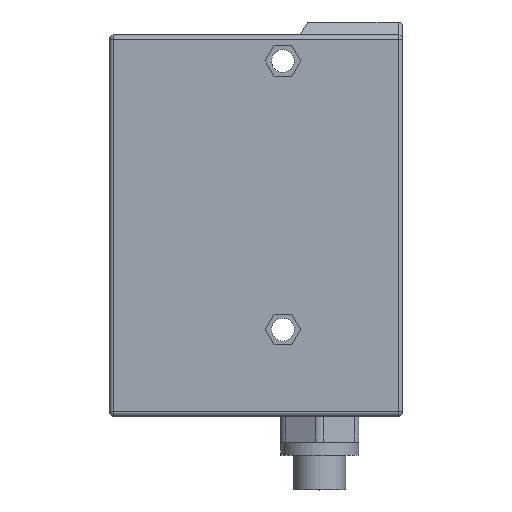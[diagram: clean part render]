
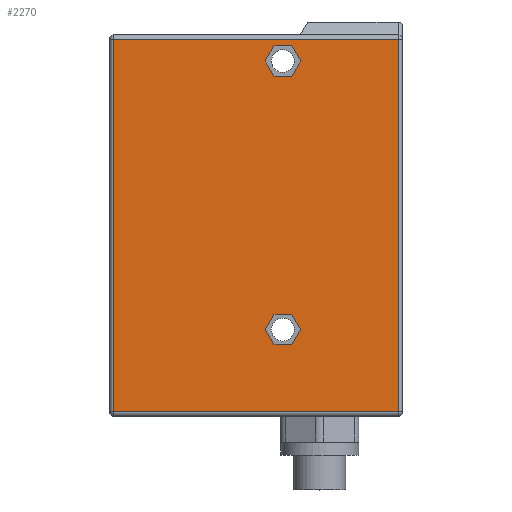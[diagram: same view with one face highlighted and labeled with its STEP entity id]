
A CAD part, top view. The second image highlights one B-rep face of the part: STEP entity #2270.
In plain terms, the highlighted planar face has unit normal (0, 0, 1).
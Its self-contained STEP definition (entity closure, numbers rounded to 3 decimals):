
#310=DIRECTION('',(-1.,0.,0.));
#311=VECTOR('',#310,4.1);
#312=CARTESIAN_POINT('',(-25.55,-64.449,13.4));
#313=LINE('',#312,#311);
#317=DIRECTION('',(-0.5,-0.866,0.));
#318=VECTOR('',#317,4.1);
#319=CARTESIAN_POINT('',(-29.65,-64.449,13.4));
#320=LINE('',#319,#318);
#324=DIRECTION('',(0.5,-0.866,0.));
#325=VECTOR('',#324,4.1);
#326=CARTESIAN_POINT('',(-31.7,-68.,13.4));
#327=LINE('',#326,#325);
#331=DIRECTION('',(1.,0.,0.));
#332=VECTOR('',#331,4.1);
#333=CARTESIAN_POINT('',(-29.65,-71.551,13.4));
#334=LINE('',#333,#332);
#338=DIRECTION('',(0.5,0.866,0.));
#339=VECTOR('',#338,4.1);
#340=CARTESIAN_POINT('',(-25.55,-71.551,13.4));
#341=LINE('',#340,#339);
#345=DIRECTION('',(-0.5,0.866,0.));
#346=VECTOR('',#345,4.1);
#347=CARTESIAN_POINT('',(-23.5,-68.,13.4));
#348=LINE('',#347,#346);
#352=DIRECTION('',(-1.,0.,0.));
#353=VECTOR('',#352,4.1);
#354=CARTESIAN_POINT('',(-25.55,-2.449,13.4));
#355=LINE('',#354,#353);
#359=DIRECTION('',(-0.5,-0.866,0.));
#360=VECTOR('',#359,4.1);
#361=CARTESIAN_POINT('',(-29.65,-2.449,13.4));
#362=LINE('',#361,#360);
#366=DIRECTION('',(0.5,-0.866,0.));
#367=VECTOR('',#366,4.1);
#368=CARTESIAN_POINT('',(-31.7,-6.,13.4));
#369=LINE('',#368,#367);
#373=DIRECTION('',(1.,0.,0.));
#374=VECTOR('',#373,4.1);
#375=CARTESIAN_POINT('',(-29.65,-9.551,13.4));
#376=LINE('',#375,#374);
#380=DIRECTION('',(0.5,0.866,0.));
#381=VECTOR('',#380,4.1);
#382=CARTESIAN_POINT('',(-25.55,-9.551,13.4));
#383=LINE('',#382,#381);
#387=DIRECTION('',(-0.5,0.866,0.));
#388=VECTOR('',#387,4.1);
#389=CARTESIAN_POINT('',(-23.5,-6.,13.4));
#390=LINE('',#389,#388);
#394=DIRECTION('',(-1.,0.,0.));
#395=VECTOR('',#394,65.6);
#396=CARTESIAN_POINT('',(-1.,-1.,13.4));
#397=LINE('',#396,#395);
#401=DIRECTION('',(0.,1.,0.));
#402=VECTOR('',#401,86.);
#403=CARTESIAN_POINT('',(-1.,-87.,13.4));
#404=LINE('',#403,#402);
#408=DIRECTION('',(1.,0.,0.));
#409=VECTOR('',#408,65.6);
#410=CARTESIAN_POINT('',(-66.6,-87.,13.4));
#411=LINE('',#410,#409);
#415=DIRECTION('',(0.,-1.,0.));
#416=VECTOR('',#415,86.);
#417=CARTESIAN_POINT('',(-66.6,-1.,13.4));
#418=LINE('',#417,#416);
#1745=CARTESIAN_POINT('',(-25.55,-64.449,13.4));
#1746=CARTESIAN_POINT('',(-29.65,-64.449,13.4));
#1747=VERTEX_POINT('',#1745);
#1748=VERTEX_POINT('',#1746);
#1749=CARTESIAN_POINT('',(-31.7,-68.,13.4));
#1750=VERTEX_POINT('',#1749);
#1751=CARTESIAN_POINT('',(-29.65,-71.551,13.4));
#1752=VERTEX_POINT('',#1751);
#1753=CARTESIAN_POINT('',(-25.55,-71.551,13.4));
#1754=VERTEX_POINT('',#1753);
#1755=CARTESIAN_POINT('',(-23.5,-68.,13.4));
#1756=VERTEX_POINT('',#1755);
#1801=CARTESIAN_POINT('',(-25.55,-2.449,13.4));
#1802=CARTESIAN_POINT('',(-29.65,-2.449,13.4));
#1803=VERTEX_POINT('',#1801);
#1804=VERTEX_POINT('',#1802);
#1805=CARTESIAN_POINT('',(-31.7,-6.,13.4));
#1806=VERTEX_POINT('',#1805);
#1807=CARTESIAN_POINT('',(-29.65,-9.551,13.4));
#1808=VERTEX_POINT('',#1807);
#1809=CARTESIAN_POINT('',(-25.55,-9.551,13.4));
#1810=VERTEX_POINT('',#1809);
#1811=CARTESIAN_POINT('',(-23.5,-6.,13.4));
#1812=VERTEX_POINT('',#1811);
#1865=CARTESIAN_POINT('',(-1.,-1.,13.4));
#1866=CARTESIAN_POINT('',(-66.6,-1.,13.4));
#1867=VERTEX_POINT('',#1865);
#1868=VERTEX_POINT('',#1866);
#1877=CARTESIAN_POINT('',(-66.6,-87.,13.4));
#1878=VERTEX_POINT('',#1877);
#1887=CARTESIAN_POINT('',(-1.,-87.,13.4));
#1888=VERTEX_POINT('',#1887);
#2228=CARTESIAN_POINT('',(0.,0.,13.4));
#2229=DIRECTION('',(0.,0.,1.));
#2230=DIRECTION('',(-1.,0.,0.));
#2231=AXIS2_PLACEMENT_3D('',#2228,#2229,#2230);
#2232=PLANE('',#2231);
#2234=ORIENTED_EDGE('',*,*,#2233,.F.);
#2236=ORIENTED_EDGE('',*,*,#2235,.F.);
#2238=ORIENTED_EDGE('',*,*,#2237,.F.);
#2240=ORIENTED_EDGE('',*,*,#2239,.F.);
#2241=EDGE_LOOP('',(#2234,#2236,#2238,#2240));
#2242=FACE_OUTER_BOUND('',#2241,.F.);
#2243=ORIENTED_EDGE('',*,*,#2218,.T.);
#2245=ORIENTED_EDGE('',*,*,#2244,.T.);
#2247=ORIENTED_EDGE('',*,*,#2246,.T.);
#2249=ORIENTED_EDGE('',*,*,#2248,.T.);
#2251=ORIENTED_EDGE('',*,*,#2250,.T.);
#2253=ORIENTED_EDGE('',*,*,#2252,.T.);
#2254=EDGE_LOOP('',(#2243,#2245,#2247,#2249,#2251,#2253));
#2255=FACE_BOUND('',#2254,.F.);
#2257=ORIENTED_EDGE('',*,*,#2256,.T.);
#2259=ORIENTED_EDGE('',*,*,#2258,.T.);
#2261=ORIENTED_EDGE('',*,*,#2260,.T.);
#2263=ORIENTED_EDGE('',*,*,#2262,.T.);
#2265=ORIENTED_EDGE('',*,*,#2264,.T.);
#2267=ORIENTED_EDGE('',*,*,#2266,.T.);
#2268=EDGE_LOOP('',(#2257,#2259,#2261,#2263,#2265,#2267));
#2269=FACE_BOUND('',#2268,.F.);
#2270=ADVANCED_FACE('',(#2242,#2255,#2269),#2232,.T.);
#2218=EDGE_CURVE('',#1747,#1748,#313,.T.);
#2233=EDGE_CURVE('',#1867,#1868,#397,.T.);
#2235=EDGE_CURVE('',#1888,#1867,#404,.T.);
#2237=EDGE_CURVE('',#1878,#1888,#411,.T.);
#2239=EDGE_CURVE('',#1868,#1878,#418,.T.);
#2244=EDGE_CURVE('',#1748,#1750,#320,.T.);
#2246=EDGE_CURVE('',#1750,#1752,#327,.T.);
#2248=EDGE_CURVE('',#1752,#1754,#334,.T.);
#2250=EDGE_CURVE('',#1754,#1756,#341,.T.);
#2252=EDGE_CURVE('',#1756,#1747,#348,.T.);
#2256=EDGE_CURVE('',#1803,#1804,#355,.T.);
#2258=EDGE_CURVE('',#1804,#1806,#362,.T.);
#2260=EDGE_CURVE('',#1806,#1808,#369,.T.);
#2262=EDGE_CURVE('',#1808,#1810,#376,.T.);
#2264=EDGE_CURVE('',#1810,#1812,#383,.T.);
#2266=EDGE_CURVE('',#1812,#1803,#390,.T.);
